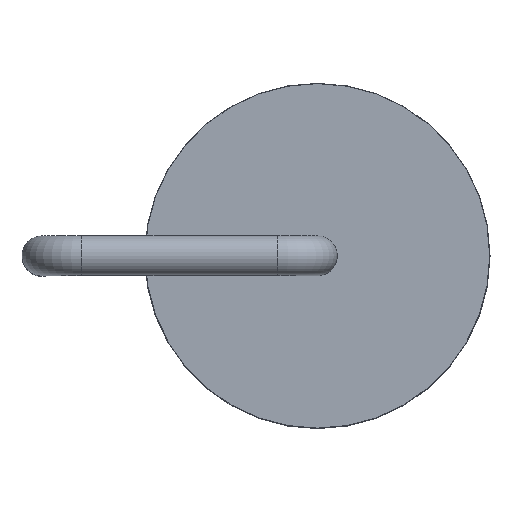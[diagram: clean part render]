
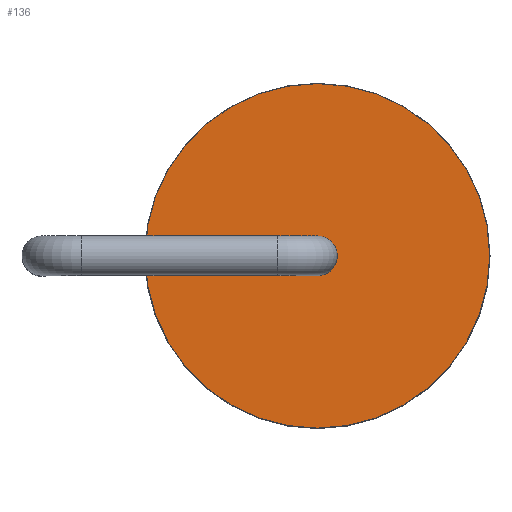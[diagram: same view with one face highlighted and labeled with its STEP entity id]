
A CAD part, top view. The second image highlights one B-rep face of the part: STEP entity #136.
In plain terms, the highlighted planar face has unit normal (0, 0, 1).
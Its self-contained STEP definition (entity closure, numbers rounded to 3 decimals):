
#88=DIRECTION('',(0.,0.,-1.));
#121=VERTEX_POINT('',#122);
#122=CARTESIAN_POINT('',(7.07,0.,8.12));
#127=EDGE_CURVE('',#121,#121,#128,.T.);
#128=CIRCLE('',#129,0.55);
#129=AXIS2_PLACEMENT_3D('',#130,#88,#131);
#130=CARTESIAN_POINT('',(7.62,0.,8.12));
#131=DIRECTION('',(-1.,0.,0.));
#136=ADVANCED_FACE('',(#137,#148),#151,.F.);
#137=FACE_BOUND('',#138,.T.);
#138=EDGE_LOOP('',(#139));
#139=ORIENTED_EDGE('',*,*,#140,.F.);
#140=EDGE_CURVE('',#141,#141,#143,.T.);
#141=VERTEX_POINT('',#142);
#142=CARTESIAN_POINT('',(12.385,0.,8.12));
#143=CIRCLE('',#144,4.765);
#144=AXIS2_PLACEMENT_3D('',#145,#146,#147);
#145=CARTESIAN_POINT('',(7.62,0.,8.12));
#146=DIRECTION('',(0.,0.,-1.));
#147=DIRECTION('',(1.,0.,0.));
#148=FACE_BOUND('',#149,.T.);
#149=EDGE_LOOP('',(#150));
#150=ORIENTED_EDGE('',*,*,#127,.T.);
#151=PLANE('',#144);
